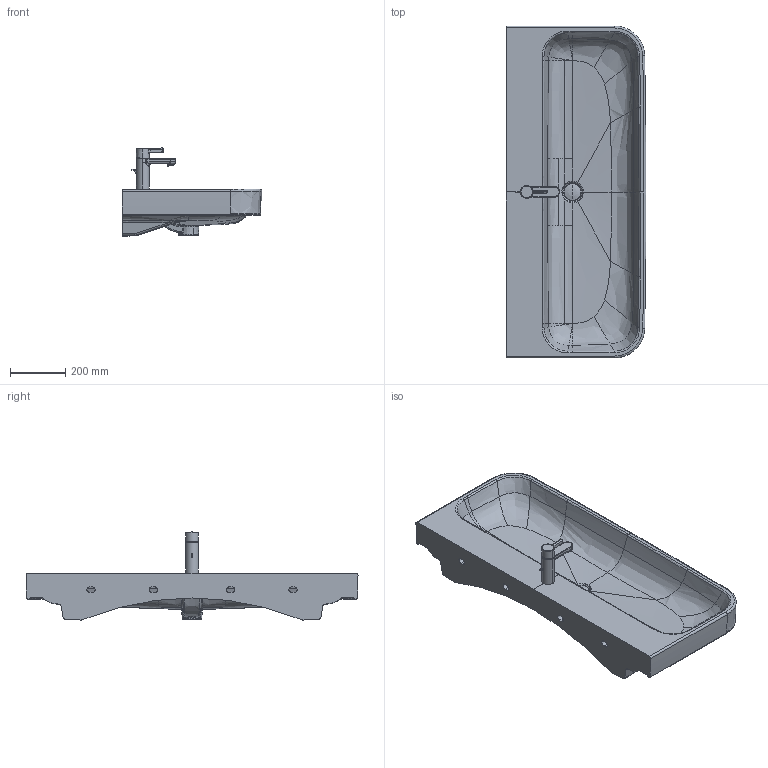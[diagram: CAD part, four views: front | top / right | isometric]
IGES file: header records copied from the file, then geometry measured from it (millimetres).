
Global section: file name: No Iges File Name specified; native system: Autodesk Inventor 2011; preprocessor: AutoDesk Inventor Iges Exporter R2011; author: Administrator; date: 20141106.153152; units: millimetre
Bounding box: 504.83 x 1199.8 x 318.39 mm (x, y, z)
Volume: 23696445.1 mm3; surface area: 2005118.8 mm2
Topology: 7 solids, 7 shells, 594 faces, 1484 edges, 900 vertices
Faces by surface type: bspline 260, plane 121, revolution 101, cylinder 77, torus 27, cone 5, sphere 3
